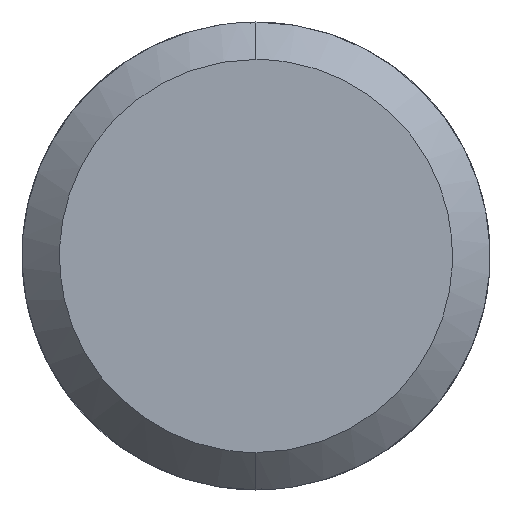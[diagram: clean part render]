
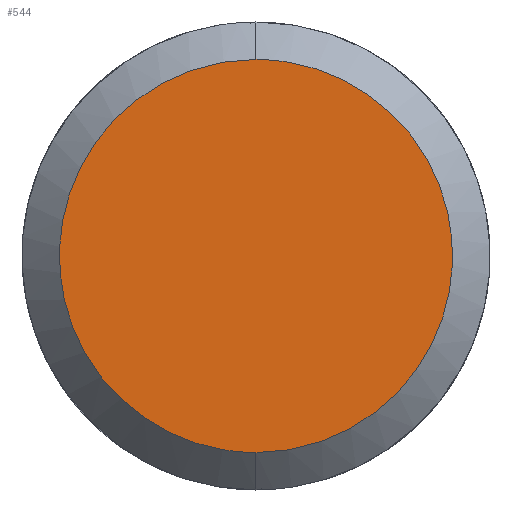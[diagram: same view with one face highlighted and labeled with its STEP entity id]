
A CAD part, left-side view. The second image highlights one B-rep face of the part: STEP entity #544.
In plain terms, the highlighted free-form (B-spline) face has degree [1, 1] with [2, 2] control points.
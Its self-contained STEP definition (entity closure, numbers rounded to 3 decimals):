
#277 = EDGE_CURVE('',#278,#280,#282,.T.);
#278 = VERTEX_POINT('',#279);
#279 = CARTESIAN_POINT('',(-54.649,0.,
    11.977));
#280 = VERTEX_POINT('',#281);
#281 = CARTESIAN_POINT('',(-54.649,0.,-11.977));
#282 = ( BOUNDED_CURVE() B_SPLINE_CURVE(2,(#283,#284,#285,#286,#287),
.UNSPECIFIED.,.F.,.F.) B_SPLINE_CURVE_WITH_KNOTS((3,2,3),(3.142,
4.712,6.283),.PIECEWISE_BEZIER_KNOTS.) CURVE() 
GEOMETRIC_REPRESENTATION_ITEM() RATIONAL_B_SPLINE_CURVE((1.,
0.707,1.,0.707,1.)) REPRESENTATION_ITEM('') );
#283 = CARTESIAN_POINT('',(-54.649,0.,
    11.977));
#284 = CARTESIAN_POINT('',(-54.649,11.977,
    11.977));
#285 = CARTESIAN_POINT('',(-54.649,11.977,
    0.));
#286 = CARTESIAN_POINT('',(-54.649,11.977,
    -11.977));
#287 = CARTESIAN_POINT('',(-54.649,0.,
    -11.977));
#544 = ADVANCED_FACE('',(#545),#556,.F.);
#545 = FACE_BOUND('',#546,.T.);
#546 = EDGE_LOOP('',(#547,#555));
#547 = ORIENTED_EDGE('',*,*,#548,.T.);
#548 = EDGE_CURVE('',#280,#278,#549,.T.);
#549 = ( BOUNDED_CURVE() B_SPLINE_CURVE(2,(#550,#551,#552,#553,#554),
.UNSPECIFIED.,.F.,.F.) B_SPLINE_CURVE_WITH_KNOTS((3,2,3),(0.,
1.571,3.142),.PIECEWISE_BEZIER_KNOTS.) CURVE() 
GEOMETRIC_REPRESENTATION_ITEM() RATIONAL_B_SPLINE_CURVE((1.,
0.707,1.,0.707,1.)) REPRESENTATION_ITEM('') );
#550 = CARTESIAN_POINT('',(-54.649,0.,-11.977));
#551 = CARTESIAN_POINT('',(-54.649,-11.977,
    -11.977));
#552 = CARTESIAN_POINT('',(-54.649,-11.977,
    0.));
#553 = CARTESIAN_POINT('',(-54.649,-11.977,
    11.977));
#554 = CARTESIAN_POINT('',(-54.649,0.,
    11.977));
#555 = ORIENTED_EDGE('',*,*,#277,.T.);
#556 = B_SPLINE_SURFACE_WITH_KNOTS('',1,1,(
    (#557,#558)
    ,(#559,#560
    )),.UNSPECIFIED.,.F.,.F.,.F.,(2,2),(2,2),(-10.5,10.5),(-10.5,10.5),
  .PIECEWISE_BEZIER_KNOTS.);
#557 = CARTESIAN_POINT('',(-54.649,-11.977,
    11.977));
#558 = CARTESIAN_POINT('',(-54.649,11.977,
    11.977));
#559 = CARTESIAN_POINT('',(-54.649,-11.977,
    -11.977));
#560 = CARTESIAN_POINT('',(-54.649,11.977,
    -11.977));
